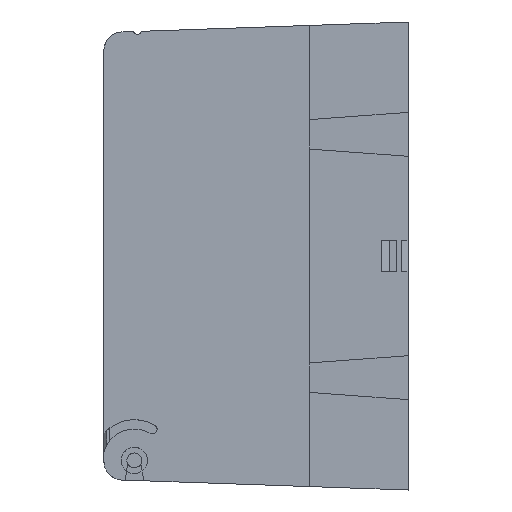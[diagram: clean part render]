
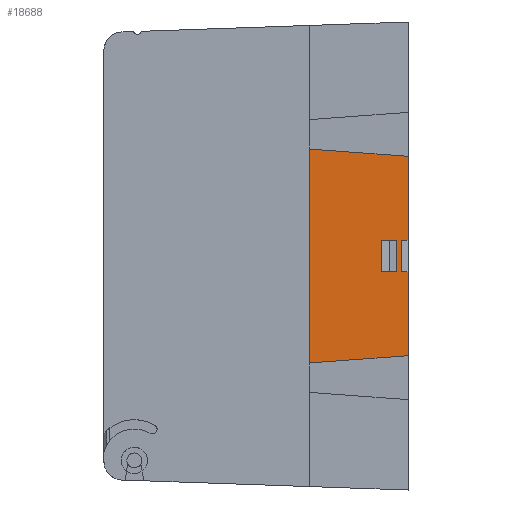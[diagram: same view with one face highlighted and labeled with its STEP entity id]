
A CAD part, left-side view. The second image highlights one B-rep face of the part: STEP entity #18688.
In plain terms, the highlighted planar face has unit normal (-1, 0, 0).
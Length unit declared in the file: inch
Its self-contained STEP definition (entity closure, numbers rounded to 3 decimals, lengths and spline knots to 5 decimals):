
#249 = VECTOR ( 'NONE', #4901, 39.37008 ) ;
#252 = AXIS2_PLACEMENT_3D ( 'NONE', #8912, #20605, #10619 ) ;
#377 = CARTESIAN_POINT ( 'NONE',  ( -2.6392, -1.5184, 0.17 ) ) ;
#637 = DIRECTION ( 'NONE',  ( 0., 0., -1. ) ) ;
#659 = CARTESIAN_POINT ( 'NONE',  ( -2.6392, -1.8, 0.17 ) ) ;
#842 = EDGE_CURVE ( 'NONE', #18054, #17992, #4969, .T. ) ;
#1197 = VECTOR ( 'NONE', #10204, 39.37008 ) ;
#1268 = CARTESIAN_POINT ( 'NONE',  ( -2.6392, -1.73, 0.17 ) ) ;
#1534 = LINE ( 'NONE', #377, #14562 ) ;
#1717 = LINE ( 'NONE', #11130, #1197 ) ;
#2333 = DIRECTION ( 'NONE',  ( 0., 1., 0. ) ) ;
#2581 = LINE ( 'NONE', #9136, #11137 ) ;
#2610 = VERTEX_POINT ( 'NONE', #10400 ) ;
#2654 = VECTOR ( 'NONE', #12072, 39.37008 ) ;
#3165 = CARTESIAN_POINT ( 'NONE',  ( -2.6392, -1.5184, -0.17 ) ) ;
#3167 = EDGE_CURVE ( 'NONE', #12201, #7693, #1717, .T. ) ;
#3181 = LINE ( 'NONE', #13743, #2654 ) ;
#3373 = LINE ( 'NONE', #11439, #15825 ) ;
#3494 = DIRECTION ( 'NONE',  ( 0., 0., 1. ) ) ;
#3526 = LINE ( 'NONE', #7208, #12064 ) ;
#3838 = CARTESIAN_POINT ( 'NONE',  ( -2.6392, -0.75, -1.14282 ) ) ;
#3947 = FACE_BOUND ( 'NONE', #5224, .T. ) ;
#4410 = VECTOR ( 'NONE', #5217, 39.37008 ) ;
#4901 = DIRECTION ( 'NONE',  ( 0., 1., 0. ) ) ;
#4969 = LINE ( 'NONE', #1268, #4410 ) ;
#5217 = DIRECTION ( 'NONE',  ( 0., 0., -1. ) ) ;
#5224 = EDGE_LOOP ( 'NONE', ( #20606, #20871, #21038, #21307 ) ) ;
#5339 = DIRECTION ( 'NONE',  ( 0., 1., 0. ) ) ;
#5365 = LINE ( 'NONE', #13740, #13846 ) ;
#5887 = LINE ( 'NONE', #6773, #14365 ) ;
#6420 = DIRECTION ( 'NONE',  ( 0., 0., -1. ) ) ;
#6706 = DIRECTION ( 'NONE',  ( 0., 1., 0. ) ) ;
#6773 = CARTESIAN_POINT ( 'NONE',  ( -2.6392, -1.5184, 0.17 ) ) ;
#6815 = LINE ( 'NONE', #17150, #11366 ) ;
#7208 = CARTESIAN_POINT ( 'NONE',  ( -2.6392, -0.99739, 1.12449 ) ) ;
#7359 = CARTESIAN_POINT ( 'NONE',  ( -2.6392, -1.5184, 0.17 ) ) ;
#7398 = FACE_OUTER_BOUND ( 'NONE', #8054, .T. ) ;
#7557 = EDGE_CURVE ( 'NONE', #12201, #18054, #8566, .T. ) ;
#7693 = VERTEX_POINT ( 'NONE', #15543 ) ;
#7765 = VERTEX_POINT ( 'NONE', #7359 ) ;
#8054 = EDGE_LOOP ( 'NONE', ( #17440, #18582, #18815, #19274, #19374, #19594, #19879, #20153 ) ) ;
#8134 = VERTEX_POINT ( 'NONE', #8380 ) ;
#8380 = CARTESIAN_POINT ( 'NONE',  ( -2.6392, -1.5184, -0.17 ) ) ;
#8566 = LINE ( 'NONE', #17492, #12576 ) ;
#8685 = EDGE_CURVE ( 'NONE', #13456, #7765, #5887, .T. ) ;
#8774 = EDGE_CURVE ( 'NONE', #15917, #17971, #3181, .T. ) ;
#8912 = CARTESIAN_POINT ( 'NONE',  ( -2.6392, -0.75, -2.21333 ) ) ;
#9136 = CARTESIAN_POINT ( 'NONE',  ( -2.6392, -1.68, 0.17 ) ) ;
#9141 = CARTESIAN_POINT ( 'NONE',  ( -2.6392, -0.75, 1.14282 ) ) ;
#9320 = LINE ( 'NONE', #3165, #249 ) ;
#9540 = CARTESIAN_POINT ( 'NONE',  ( -2.6392, -1.73, 0.17 ) ) ;
#10204 = DIRECTION ( 'NONE',  ( 0., 0., 1. ) ) ;
#10398 = CARTESIAN_POINT ( 'NONE',  ( -2.6392, -1.8, -0.17 ) ) ;
#10400 = CARTESIAN_POINT ( 'NONE',  ( -2.6392, -1.68, -0.17 ) ) ;
#10619 = DIRECTION ( 'NONE',  ( 0., 0., 1. ) ) ;
#11130 = CARTESIAN_POINT ( 'NONE',  ( -2.6392, -1.8, -2.25 ) ) ;
#11137 = VECTOR ( 'NONE', #637, 39.37008 ) ;
#11322 = EDGE_CURVE ( 'NONE', #15954, #15917, #3373, .T. ) ;
#11366 = VECTOR ( 'NONE', #5339, 39.37008 ) ;
#11439 = CARTESIAN_POINT ( 'NONE',  ( -2.6392, -0.75, 2.21333 ) ) ;
#12064 = VECTOR ( 'NONE', #17305, 39.37008 ) ;
#12072 = DIRECTION ( 'NONE',  ( 0., -0.997, 0.074 ) ) ;
#12107 = EDGE_CURVE ( 'NONE', #15954, #7693, #3526, .T. ) ;
#12201 = VERTEX_POINT ( 'NONE', #659 ) ;
#12237 = PLANE ( 'NONE',  #252 ) ;
#12265 = DIRECTION ( 'NONE',  ( 0., 0., -1. ) ) ;
#12576 = VECTOR ( 'NONE', #2333, 39.37008 ) ;
#12697 = VERTEX_POINT ( 'NONE', #10398 ) ;
#13178 = EDGE_CURVE ( 'NONE', #17971, #12697, #5365, .T. ) ;
#13456 = VERTEX_POINT ( 'NONE', #17823 ) ;
#13641 = EDGE_CURVE ( 'NONE', #2610, #8134, #9320, .T. ) ;
#13740 = CARTESIAN_POINT ( 'NONE',  ( -2.6392, -1.8, -2.25 ) ) ;
#13743 = CARTESIAN_POINT ( 'NONE',  ( -2.6392, -1.8, -1.065 ) ) ;
#13846 = VECTOR ( 'NONE', #3494, 39.37008 ) ;
#14365 = VECTOR ( 'NONE', #6706, 39.37008 ) ;
#14562 = VECTOR ( 'NONE', #12265, 39.37008 ) ;
#15543 = CARTESIAN_POINT ( 'NONE',  ( -2.6392, -1.8, 1.065 ) ) ;
#15825 = VECTOR ( 'NONE', #6420, 39.37008 ) ;
#15917 = VERTEX_POINT ( 'NONE', #3838 ) ;
#15954 = VERTEX_POINT ( 'NONE', #9141 ) ;
#16006 = CARTESIAN_POINT ( 'NONE',  ( -2.6392, -1.73, -0.17 ) ) ;
#17150 = CARTESIAN_POINT ( 'NONE',  ( -2.6392, -1.8, -0.17 ) ) ;
#17305 = DIRECTION ( 'NONE',  ( 0., -0.997, -0.074 ) ) ;
#17440 = ORIENTED_EDGE ( 'NONE', *, *, #7557, .F. ) ;
#17492 = CARTESIAN_POINT ( 'NONE',  ( -2.6392, -1.8, 0.17 ) ) ;
#17617 = CARTESIAN_POINT ( 'NONE',  ( -2.6392, -1.8, -1.065 ) ) ;
#17823 = CARTESIAN_POINT ( 'NONE',  ( -2.6392, -1.68, 0.17 ) ) ;
#17971 = VERTEX_POINT ( 'NONE', #17617 ) ;
#17992 = VERTEX_POINT ( 'NONE', #16006 ) ;
#18054 = VERTEX_POINT ( 'NONE', #9540 ) ;
#18582 = ORIENTED_EDGE ( 'NONE', *, *, #3167, .T. ) ;
#18688 = ADVANCED_FACE ( 'NONE', ( #7398, #3947 ), #12237, .T. ) ;
#18794 = EDGE_CURVE ( 'NONE', #13456, #2610, #2581, .T. ) ;
#18815 = ORIENTED_EDGE ( 'NONE', *, *, #12107, .F. ) ;
#19274 = ORIENTED_EDGE ( 'NONE', *, *, #11322, .T. ) ;
#19374 = ORIENTED_EDGE ( 'NONE', *, *, #8774, .T. ) ;
#19594 = ORIENTED_EDGE ( 'NONE', *, *, #13178, .T. ) ;
#19879 = ORIENTED_EDGE ( 'NONE', *, *, #20920, .T. ) ;
#20153 = ORIENTED_EDGE ( 'NONE', *, *, #842, .F. ) ;
#20446 = EDGE_CURVE ( 'NONE', #7765, #8134, #1534, .T. ) ;
#20605 = DIRECTION ( 'NONE',  ( -1., 0., 0. ) ) ;
#20606 = ORIENTED_EDGE ( 'NONE', *, *, #8685, .F. ) ;
#20871 = ORIENTED_EDGE ( 'NONE', *, *, #18794, .T. ) ;
#20920 = EDGE_CURVE ( 'NONE', #12697, #17992, #6815, .T. ) ;
#21038 = ORIENTED_EDGE ( 'NONE', *, *, #13641, .T. ) ;
#21307 = ORIENTED_EDGE ( 'NONE', *, *, #20446, .F. ) ;
